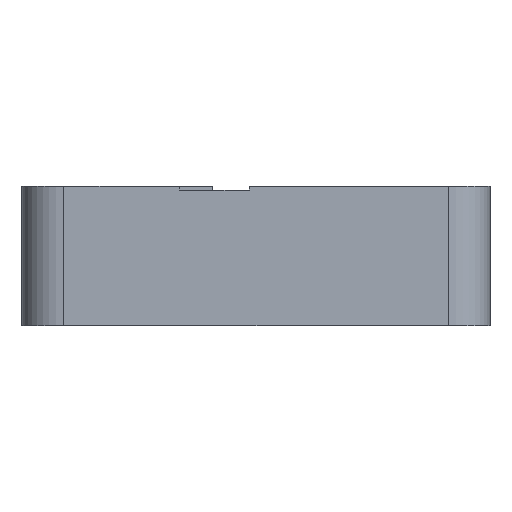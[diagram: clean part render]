
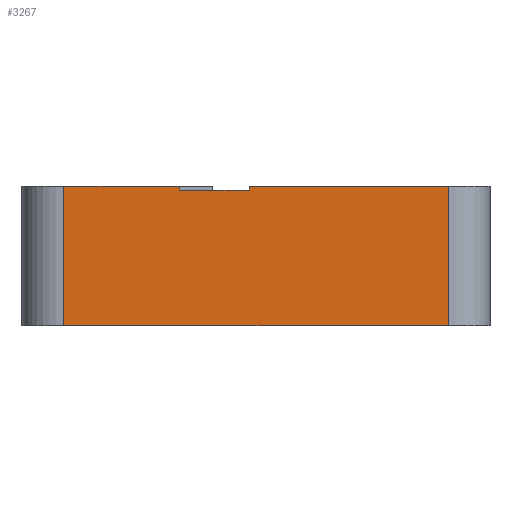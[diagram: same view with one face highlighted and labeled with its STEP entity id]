
A CAD part, left-side view. The second image highlights one B-rep face of the part: STEP entity #3267.
In plain terms, the highlighted planar face has unit normal (-1, 0, 0).
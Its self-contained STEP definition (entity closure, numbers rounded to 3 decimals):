
#52=DIRECTION('',(0.,1.,0.));
#53=VECTOR('',#52,27.667);
#54=CARTESIAN_POINT('',(-209.799,-13.449,-11.81));
#55=LINE('',#54,#53);
#829=DIRECTION('',(0.,-1.,0.));
#830=VECTOR('',#829,5.);
#831=CARTESIAN_POINT('',(-209.799,5.875,-2.08));
#832=LINE('',#831,#830);
#1157=DIRECTION('',(0.,0.,1.));
#1158=VECTOR('',#1157,10.);
#1159=CARTESIAN_POINT('',(-209.799,14.218,
-11.81));
#1160=LINE('',#1159,#1158);
#1161=DIRECTION('',(0.,1.,0.));
#1162=VECTOR('',#1161,8.343);
#1163=CARTESIAN_POINT('',(-209.799,5.875,
-1.81));
#1164=LINE('',#1163,#1162);
#1165=DIRECTION('',(0.,0.,1.));
#1166=VECTOR('',#1165,0.27);
#1167=CARTESIAN_POINT('',(-209.799,5.875,
-2.08));
#1168=LINE('',#1167,#1166);
#1169=DIRECTION('',(0.,1.,0.));
#1170=VECTOR('',#1169,14.324);
#1171=CARTESIAN_POINT('',(-209.799,-13.449,
-1.81));
#1172=LINE('',#1171,#1170);
#1173=DIRECTION('',(0.,0.,1.));
#1174=VECTOR('',#1173,0.27);
#1175=CARTESIAN_POINT('',(-209.799,0.875,
-2.08));
#1176=LINE('',#1175,#1174);
#1193=DIRECTION('',(0.,0.,-1.));
#1194=VECTOR('',#1193,10.);
#1195=CARTESIAN_POINT('',(-209.799,-13.449,
-1.81));
#1196=LINE('',#1195,#1194);
#1397=CARTESIAN_POINT('',(-209.799,0.875,
-1.81));
#1398=VERTEX_POINT('',#1397);
#1399=CARTESIAN_POINT('',(-209.799,-13.449,
-1.81));
#1400=VERTEX_POINT('',#1399);
#1405=CARTESIAN_POINT('',(-209.799,-13.449,
-11.81));
#1406=VERTEX_POINT('',#1405);
#1407=CARTESIAN_POINT('',(-209.799,14.218,
-11.81));
#1408=VERTEX_POINT('',#1407);
#1445=CARTESIAN_POINT('',(-209.799,0.875,
-2.08));
#1446=VERTEX_POINT('',#1445);
#1447=CARTESIAN_POINT('',(-209.799,5.875,
-2.08));
#1448=VERTEX_POINT('',#1447);
#1449=CARTESIAN_POINT('',(-209.799,5.875,
-1.81));
#1450=VERTEX_POINT('',#1449);
#1451=CARTESIAN_POINT('',(-209.799,14.218,
-1.81));
#1452=VERTEX_POINT('',#1451);
#3250=CARTESIAN_POINT('',(-209.799,0.384,
-6.4));
#3251=DIRECTION('',(-1.,0.,0.));
#3252=DIRECTION('',(0.,0.,1.));
#3253=AXIS2_PLACEMENT_3D('',#3250,#3251,#3252);
#3254=PLANE('',#3253);
#3255=ORIENTED_EDGE('',*,*,#1775,.T.);
#3256=ORIENTED_EDGE('',*,*,#3245,.T.);
#3257=ORIENTED_EDGE('',*,*,#2811,.F.);
#3258=ORIENTED_EDGE('',*,*,#2771,.F.);
#3259=ORIENTED_EDGE('',*,*,#2758,.T.);
#3261=ORIENTED_EDGE('',*,*,#3260,.T.);
#3262=ORIENTED_EDGE('',*,*,#1963,.F.);
#3264=ORIENTED_EDGE('',*,*,#3263,.T.);
#3265=EDGE_LOOP('',(#3255,#3256,#3257,#3258,#3259,#3261,#3262,#3264));
#3266=FACE_OUTER_BOUND('',#3265,.F.);
#3267=ADVANCED_FACE('',(#3266),#3254,.T.);
#1775=EDGE_CURVE('',#1406,#1408,#55,.T.);
#1963=EDGE_CURVE('',#1400,#1398,#1172,.T.);
#2758=EDGE_CURVE('',#1448,#1446,#832,.T.);
#2771=EDGE_CURVE('',#1448,#1450,#1168,.T.);
#2811=EDGE_CURVE('',#1450,#1452,#1164,.T.);
#3245=EDGE_CURVE('',#1408,#1452,#1160,.T.);
#3260=EDGE_CURVE('',#1446,#1398,#1176,.T.);
#3263=EDGE_CURVE('',#1400,#1406,#1196,.T.);
